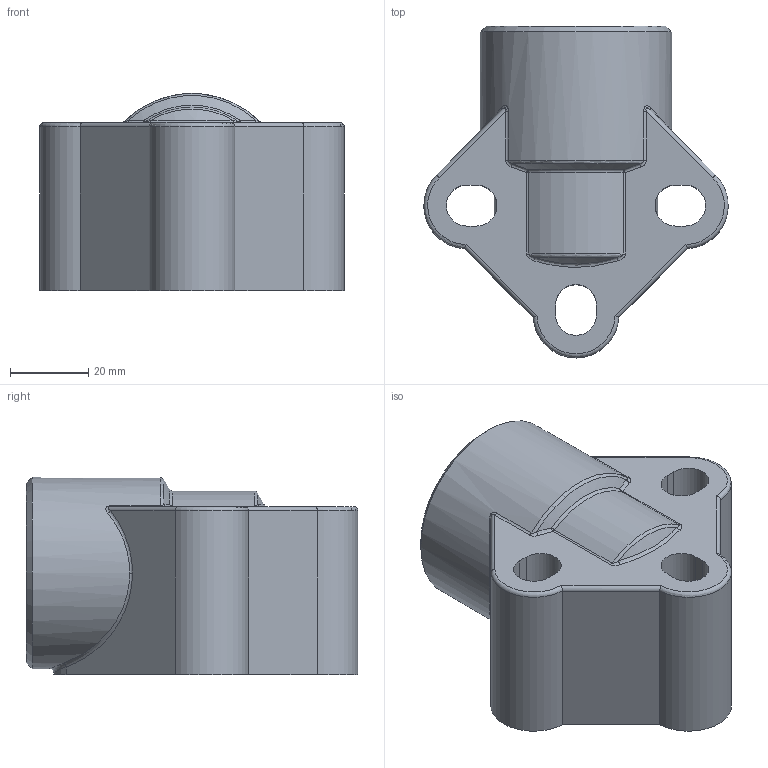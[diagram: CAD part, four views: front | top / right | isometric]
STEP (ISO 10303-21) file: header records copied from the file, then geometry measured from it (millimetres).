
FILE_DESCRIPTION(/* description */ ('Unknown'),/* implementation_level */ '2;1');
FILE_NAME(/* name */ 'AF.01700-001',/* time_stamp */ '2023-07-24T09:51:54+02:00',/* author */ ('Unknown'),/* organization */ ('Unknown'),/* preprocessor_version */ 'ST-DEVELOPER v18.102',/* originating_system */ 'Solid Edge',/* authorisation */ 'Unknown');
FILE_SCHEMA (('AUTOMOTIVE_DESIGN {1 0 10303 214 3 1 1}'));
Length unit declared in the file: millimetre
Products named in the file (2): AF; AF.01700
Assembly tree (1 placements, depth 2):
  AF
    AF.01700
Bounding box: 77.99 x 85 x 50.5 mm (x, y, z)
Volume: 134135 mm3; surface area: 28731.9 mm2
Topology: 1 solids, 1 shells, 69 faces, 165 edges, 102 vertices
Faces by surface type: cylinder 27, plane 15, bspline 14, torus 6, cone 5, sphere 2
Full cylindrical faces by diameter (mm): 24.5 x2, 28 x1, 36.7 x1, 49 x1
Entity records: 2795 total; most frequent: CARTESIAN_POINT 1308, ORIENTED_EDGE 310, DIRECTION 258, EDGE_CURVE 155, AXIS2_PLACEMENT_3D 103, VERTEX_POINT 99, EDGE_LOOP 86, FACE_BOUND 86
